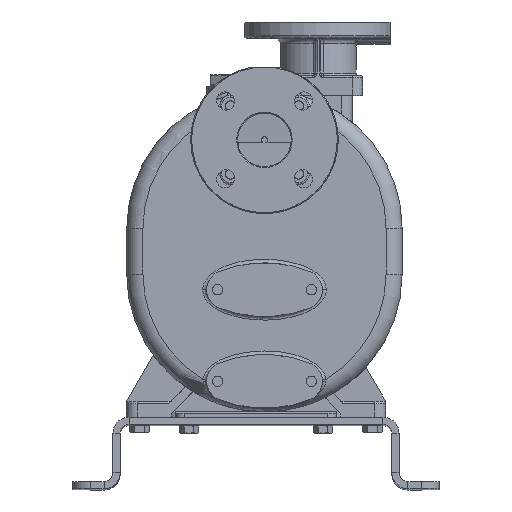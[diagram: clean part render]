
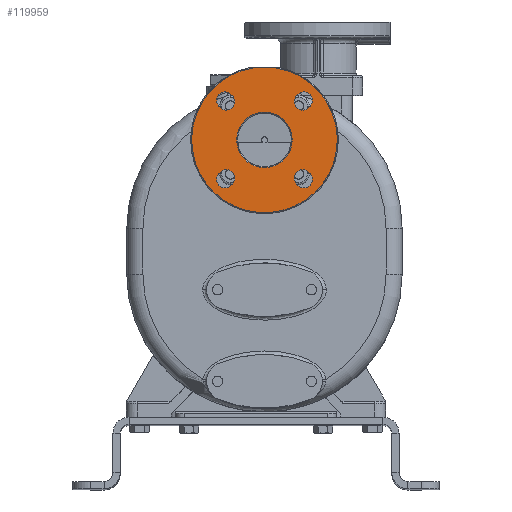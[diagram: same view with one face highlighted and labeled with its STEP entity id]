
A CAD part, top view. The second image highlights one B-rep face of the part: STEP entity #119959.
In plain terms, the highlighted planar face has unit normal (0, 0, 1).
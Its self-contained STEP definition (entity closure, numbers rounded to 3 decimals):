
#33500=CARTESIAN_POINT('',(9.5,310.,134.));
#33501=DIRECTION('',(0.,0.,1.));
#33502=DIRECTION('',(-0.156,0.988,0.));
#33503=AXIS2_PLACEMENT_3D('',#33500,#33501,#33502);
#33526=DIRECTION('',(1.,0.,0.));
#33527=VECTOR('',#33526,25.456);
#33528=CARTESIAN_POINT('',(-3.228,390.5,134.));
#33529=LINE('',#33528,#33527);
#33530=CARTESIAN_POINT('',(9.5,310.,134.));
#33531=DIRECTION('',(0.,0.,1.));
#33532=DIRECTION('',(0.,1.,0.));
#33533=AXIS2_PLACEMENT_3D('',#33530,#33531,#33532);
#33535=CARTESIAN_POINT('',(9.5,310.,134.));
#33536=DIRECTION('',(0.,0.,1.));
#33537=DIRECTION('',(0.,-1.,0.));
#33538=AXIS2_PLACEMENT_3D('',#33535,#33536,#33537);
#33540=DIRECTION('',(0.707,0.707,0.));
#33541=VECTOR('',#33540,2.);
#33542=CARTESIAN_POINT('',(58.997,346.062,134.));
#33543=LINE('',#33542,#33541);
#33544=CARTESIAN_POINT('',(53.694,354.194,134.));
#33545=DIRECTION('',(0.,0.,1.));
#33546=DIRECTION('',(0.707,-0.707,0.));
#33547=AXIS2_PLACEMENT_3D('',#33544,#33545,#33546);
#33549=DIRECTION('',(-0.707,-0.707,0.));
#33550=VECTOR('',#33549,2.);
#33551=CARTESIAN_POINT('',(46.977,360.912,134.));
#33552=LINE('',#33551,#33550);
#33553=CARTESIAN_POINT('',(52.28,352.78,134.));
#33554=DIRECTION('',(0.,0.,1.));
#33555=DIRECTION('',(-0.707,0.707,0.));
#33556=AXIS2_PLACEMENT_3D('',#33553,#33554,#33555);
#33558=DIRECTION('',(-0.707,0.707,0.));
#33559=VECTOR('',#33558,2.);
#33560=CARTESIAN_POINT('',(-26.562,359.497,134.));
#33561=LINE('',#33560,#33559);
#33562=CARTESIAN_POINT('',(-34.694,354.194,134.));
#33563=DIRECTION('',(0.,0.,1.));
#33564=DIRECTION('',(0.707,0.707,0.));
#33565=AXIS2_PLACEMENT_3D('',#33562,#33563,#33564);
#33567=DIRECTION('',(0.707,-0.707,0.));
#33568=VECTOR('',#33567,2.);
#33569=CARTESIAN_POINT('',(-41.412,347.477,134.));
#33570=LINE('',#33569,#33568);
#33571=CARTESIAN_POINT('',(-33.28,352.78,134.));
#33572=DIRECTION('',(0.,0.,1.));
#33573=DIRECTION('',(-0.707,-0.707,0.));
#33574=AXIS2_PLACEMENT_3D('',#33571,#33572,#33573);
#33576=DIRECTION('',(-0.707,-0.707,0.));
#33577=VECTOR('',#33576,2.);
#33578=CARTESIAN_POINT('',(-39.997,273.938,134.));
#33579=LINE('',#33578,#33577);
#33580=CARTESIAN_POINT('',(-34.694,265.806,134.));
#33581=DIRECTION('',(0.,0.,1.));
#33582=DIRECTION('',(-0.707,0.707,0.));
#33583=AXIS2_PLACEMENT_3D('',#33580,#33581,#33582);
#33585=DIRECTION('',(0.707,0.707,0.));
#33586=VECTOR('',#33585,2.);
#33587=CARTESIAN_POINT('',(-27.977,259.088,134.));
#33588=LINE('',#33587,#33586);
#33589=CARTESIAN_POINT('',(-33.28,267.22,134.));
#33590=DIRECTION('',(0.,0.,1.));
#33591=DIRECTION('',(0.707,-0.707,0.));
#33592=AXIS2_PLACEMENT_3D('',#33589,#33590,#33591);
#33594=DIRECTION('',(0.707,-0.707,0.));
#33595=VECTOR('',#33594,2.);
#33596=CARTESIAN_POINT('',(45.562,260.503,134.));
#33597=LINE('',#33596,#33595);
#33598=CARTESIAN_POINT('',(53.694,265.806,134.));
#33599=DIRECTION('',(0.,0.,1.));
#33600=DIRECTION('',(-0.707,-0.707,0.));
#33601=AXIS2_PLACEMENT_3D('',#33598,#33599,#33600);
#33603=DIRECTION('',(-0.707,0.707,0.));
#33604=VECTOR('',#33603,2.);
#33605=CARTESIAN_POINT('',(60.412,272.523,134.));
#33606=LINE('',#33605,#33604);
#33607=CARTESIAN_POINT('',(52.28,267.22,134.));
#33608=DIRECTION('',(0.,0.,1.));
#33609=DIRECTION('',(0.707,0.707,0.));
#33610=AXIS2_PLACEMENT_3D('',#33607,#33608,#33609);
#79965=CARTESIAN_POINT('',(58.997,346.062,134.));
#79966=CARTESIAN_POINT('',(60.412,347.477,134.));
#79967=VERTEX_POINT('',#79965);
#79968=VERTEX_POINT('',#79966);
#79969=CARTESIAN_POINT('',(46.977,360.912,134.));
#79970=VERTEX_POINT('',#79969);
#79971=CARTESIAN_POINT('',(45.562,359.497,134.));
#79972=VERTEX_POINT('',#79971);
#79981=CARTESIAN_POINT('',(-26.562,359.497,134.));
#79982=CARTESIAN_POINT('',(-27.977,360.912,134.));
#79983=VERTEX_POINT('',#79981);
#79984=VERTEX_POINT('',#79982);
#79985=CARTESIAN_POINT('',(-41.412,347.477,134.));
#79986=VERTEX_POINT('',#79985);
#79987=CARTESIAN_POINT('',(-39.997,346.062,134.));
#79988=VERTEX_POINT('',#79987);
#79997=CARTESIAN_POINT('',(-39.997,273.938,134.));
#79998=CARTESIAN_POINT('',(-41.412,272.523,134.));
#79999=VERTEX_POINT('',#79997);
#80000=VERTEX_POINT('',#79998);
#80001=CARTESIAN_POINT('',(-27.977,259.088,134.));
#80002=VERTEX_POINT('',#80001);
#80003=CARTESIAN_POINT('',(-26.562,260.503,134.));
#80004=VERTEX_POINT('',#80003);
#80013=CARTESIAN_POINT('',(45.562,260.503,134.));
#80014=CARTESIAN_POINT('',(46.977,259.088,134.));
#80015=VERTEX_POINT('',#80013);
#80016=VERTEX_POINT('',#80014);
#80017=CARTESIAN_POINT('',(60.412,272.523,134.));
#80018=VERTEX_POINT('',#80017);
#80019=CARTESIAN_POINT('',(58.997,273.938,134.));
#80020=VERTEX_POINT('',#80019);
#80029=CARTESIAN_POINT('',(-3.228,390.5,134.));
#80030=CARTESIAN_POINT('',(22.228,390.5,134.));
#80031=VERTEX_POINT('',#80029);
#80032=VERTEX_POINT('',#80030);
#80219=CARTESIAN_POINT('',(9.5,341.,134.));
#80220=CARTESIAN_POINT('',(9.5,279.,134.));
#80221=VERTEX_POINT('',#80219);
#80222=VERTEX_POINT('',#80220);
#119904=CARTESIAN_POINT('',(9.5,310.,134.));
#119905=DIRECTION('',(0.,0.,1.));
#119906=DIRECTION('',(0.,-1.,0.));
#119907=AXIS2_PLACEMENT_3D('',#119904,#119905,#119906);
#119908=PLANE('',#119907);
#119909=ORIENTED_EDGE('',*,*,#119879,.T.);
#119910=ORIENTED_EDGE('',*,*,#119895,.F.);
#119911=EDGE_LOOP('',(#119909,#119910));
#119912=FACE_OUTER_BOUND('',#119911,.F.);
#119914=ORIENTED_EDGE('',*,*,#119913,.T.);
#119916=ORIENTED_EDGE('',*,*,#119915,.T.);
#119917=EDGE_LOOP('',(#119914,#119916));
#119918=FACE_BOUND('',#119917,.F.);
#119920=ORIENTED_EDGE('',*,*,#119919,.T.);
#119922=ORIENTED_EDGE('',*,*,#119921,.T.);
#119924=ORIENTED_EDGE('',*,*,#119923,.T.);
#119926=ORIENTED_EDGE('',*,*,#119925,.T.);
#119927=EDGE_LOOP('',(#119920,#119922,#119924,#119926));
#119928=FACE_BOUND('',#119927,.F.);
#119930=ORIENTED_EDGE('',*,*,#119929,.T.);
#119932=ORIENTED_EDGE('',*,*,#119931,.T.);
#119934=ORIENTED_EDGE('',*,*,#119933,.T.);
#119936=ORIENTED_EDGE('',*,*,#119935,.T.);
#119937=EDGE_LOOP('',(#119930,#119932,#119934,#119936));
#119938=FACE_BOUND('',#119937,.F.);
#119940=ORIENTED_EDGE('',*,*,#119939,.T.);
#119942=ORIENTED_EDGE('',*,*,#119941,.T.);
#119944=ORIENTED_EDGE('',*,*,#119943,.T.);
#119946=ORIENTED_EDGE('',*,*,#119945,.T.);
#119947=EDGE_LOOP('',(#119940,#119942,#119944,#119946));
#119948=FACE_BOUND('',#119947,.F.);
#119950=ORIENTED_EDGE('',*,*,#119949,.T.);
#119952=ORIENTED_EDGE('',*,*,#119951,.T.);
#119954=ORIENTED_EDGE('',*,*,#119953,.T.);
#119956=ORIENTED_EDGE('',*,*,#119955,.T.);
#119957=EDGE_LOOP('',(#119950,#119952,#119954,#119956));
#119958=FACE_BOUND('',#119957,.F.);
#119959=ADVANCED_FACE('',(#119912,#119918,#119928,#119938,#119948,#119958),
#119908,.T.);
#33504=CIRCLE('',#33503,81.5);
#33534=CIRCLE('',#33533,31.);
#33539=CIRCLE('',#33538,31.);
#33548=CIRCLE('',#33547,9.5);
#33557=CIRCLE('',#33556,9.5);
#33566=CIRCLE('',#33565,9.5);
#33575=CIRCLE('',#33574,9.5);
#33584=CIRCLE('',#33583,9.5);
#33593=CIRCLE('',#33592,9.5);
#33602=CIRCLE('',#33601,9.5);
#33611=CIRCLE('',#33610,9.5);
#119879=EDGE_CURVE('',#80031,#80032,#33529,.T.);
#119895=EDGE_CURVE('',#80031,#80032,#33504,.T.);
#119913=EDGE_CURVE('',#80221,#80222,#33534,.T.);
#119915=EDGE_CURVE('',#80222,#80221,#33539,.T.);
#119919=EDGE_CURVE('',#79967,#79968,#33543,.T.);
#119921=EDGE_CURVE('',#79968,#79970,#33548,.T.);
#119923=EDGE_CURVE('',#79970,#79972,#33552,.T.);
#119925=EDGE_CURVE('',#79972,#79967,#33557,.T.);
#119929=EDGE_CURVE('',#79983,#79984,#33561,.T.);
#119931=EDGE_CURVE('',#79984,#79986,#33566,.T.);
#119933=EDGE_CURVE('',#79986,#79988,#33570,.T.);
#119935=EDGE_CURVE('',#79988,#79983,#33575,.T.);
#119939=EDGE_CURVE('',#79999,#80000,#33579,.T.);
#119941=EDGE_CURVE('',#80000,#80002,#33584,.T.);
#119943=EDGE_CURVE('',#80002,#80004,#33588,.T.);
#119945=EDGE_CURVE('',#80004,#79999,#33593,.T.);
#119949=EDGE_CURVE('',#80015,#80016,#33597,.T.);
#119951=EDGE_CURVE('',#80016,#80018,#33602,.T.);
#119953=EDGE_CURVE('',#80018,#80020,#33606,.T.);
#119955=EDGE_CURVE('',#80020,#80015,#33611,.T.);
